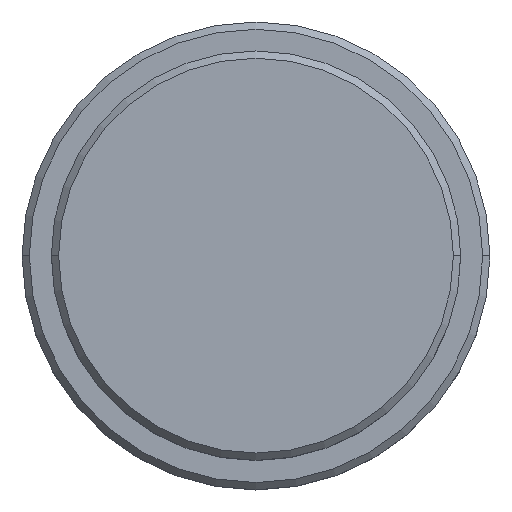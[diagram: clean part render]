
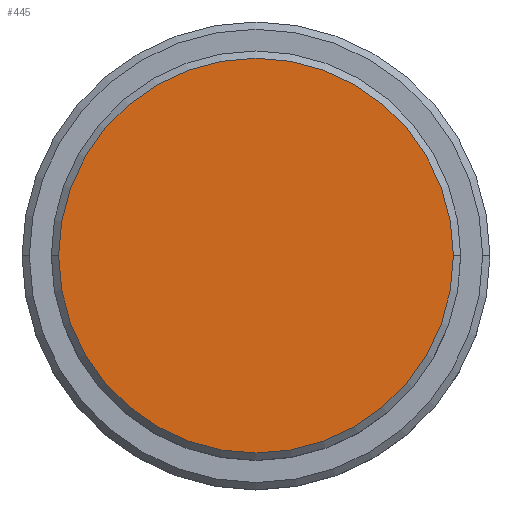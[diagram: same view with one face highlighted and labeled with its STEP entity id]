
A CAD part, top view. The second image highlights one B-rep face of the part: STEP entity #445.
In plain terms, the highlighted planar face has unit normal (0, 0, 1).
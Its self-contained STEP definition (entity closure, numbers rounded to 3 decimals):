
#21 = EDGE_LOOP ( 'NONE', ( #962, #271 ) ) ;
#23 = VERTEX_POINT ( 'NONE', #318 ) ;
#32 = CARTESIAN_POINT ( 'NONE',  ( 0., 0., 0. ) ) ;
#56 = CIRCLE ( 'NONE', #1102, 13.5 ) ;
#144 = DIRECTION ( 'NONE',  ( 1., 0., 0. ) ) ;
#260 = AXIS2_PLACEMENT_3D ( 'NONE', #314, #858, #309 ) ;
#271 = ORIENTED_EDGE ( 'NONE', *, *, #953, .T. ) ;
#309 = DIRECTION ( 'NONE',  ( 1., 0., 0. ) ) ;
#314 = CARTESIAN_POINT ( 'NONE',  ( 0., 0., 0. ) ) ;
#318 = CARTESIAN_POINT ( 'NONE',  ( -13.5, 0., 0. ) ) ;
#321 = DIRECTION ( 'NONE',  ( 0., 0., 1. ) ) ;
#427 = FACE_OUTER_BOUND ( 'NONE', #21, .T. ) ;
#445 = ADVANCED_FACE ( 'NONE', ( #427 ), #534, .T. ) ;
#534 = PLANE ( 'NONE',  #694 ) ;
#558 = DIRECTION ( 'NONE',  ( 1., 0., 0. ) ) ;
#610 = CARTESIAN_POINT ( 'NONE',  ( 13.5, 0., 0. ) ) ;
#694 = AXIS2_PLACEMENT_3D ( 'NONE', #1301, #321, #558 ) ;
#858 = DIRECTION ( 'NONE',  ( 0., 0., 1. ) ) ;
#953 = EDGE_CURVE ( 'NONE', #1316, #23, #1011, .T. ) ;
#962 = ORIENTED_EDGE ( 'NONE', *, *, #1041, .T. ) ;
#1011 = CIRCLE ( 'NONE', #260, 13.5 ) ;
#1041 = EDGE_CURVE ( 'NONE', #23, #1316, #56, .T. ) ;
#1102 = AXIS2_PLACEMENT_3D ( 'NONE', #32, #1329, #144 ) ;
#1301 = CARTESIAN_POINT ( 'NONE',  ( 0., 0., 0. ) ) ;
#1316 = VERTEX_POINT ( 'NONE', #610 ) ;
#1329 = DIRECTION ( 'NONE',  ( 0., 0., 1. ) ) ;
